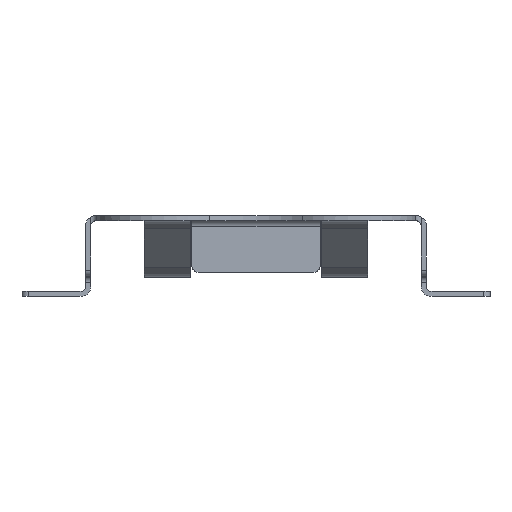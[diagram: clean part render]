
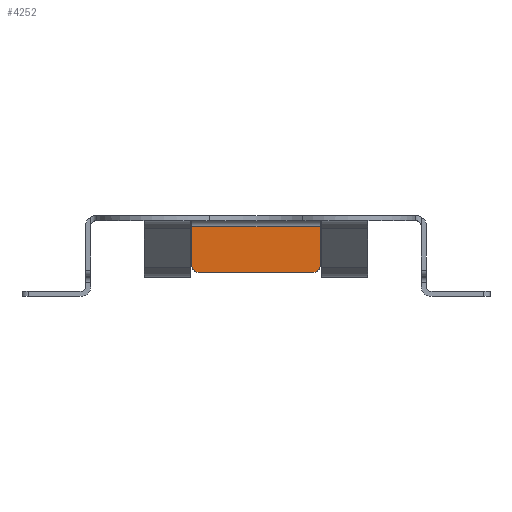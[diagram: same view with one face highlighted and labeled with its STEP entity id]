
A CAD part, front view. The second image highlights one B-rep face of the part: STEP entity #4252.
In plain terms, the highlighted planar face has unit normal (0, -1, 0).
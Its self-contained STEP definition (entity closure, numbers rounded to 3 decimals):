
#2392 = VERTEX_POINT('',#2393);
#2393 = CARTESIAN_POINT('',(-3.175,8.463,3.45
    ));
#2428 = VERTEX_POINT('',#2429);
#2429 = CARTESIAN_POINT('',(-3.175,8.463,1.5
    ));
#2435 = EDGE_CURVE('',#2428,#2392,#2436,.T.);
#2436 = LINE('',#2437,#2438);
#2437 = CARTESIAN_POINT('',(-3.175,8.463,3.75
    ));
#2438 = VECTOR('',#2439,1.);
#2439 = DIRECTION('',(0.,0.,1.));
#2516 = VERTEX_POINT('',#2517);
#2517 = CARTESIAN_POINT('',(3.175,8.463,3.45)
  );
#2524 = EDGE_CURVE('',#2516,#2525,#2527,.T.);
#2525 = VERTEX_POINT('',#2526);
#2526 = CARTESIAN_POINT('',(3.175,8.463,1.5)
  );
#2527 = LINE('',#2528,#2529);
#2528 = CARTESIAN_POINT('',(3.175,8.463,3.75)
  );
#2529 = VECTOR('',#2530,1.);
#2530 = DIRECTION('',(-0.,0.,-1.));
#4227 = VERTEX_POINT('',#4228);
#4228 = CARTESIAN_POINT('',(2.875,8.463,1.2)
  );
#4234 = EDGE_CURVE('',#4227,#4235,#4237,.T.);
#4235 = VERTEX_POINT('',#4236);
#4236 = CARTESIAN_POINT('',(-2.875,8.463,1.2
    ));
#4237 = LINE('',#4238,#4239);
#4238 = CARTESIAN_POINT('',(3.175,8.463,1.2)
  );
#4239 = VECTOR('',#4240,1.);
#4240 = DIRECTION('',(-1.,0.,0.));
#4252 = ADVANCED_FACE('',(#4253),#4278,.F.);
#4253 = FACE_BOUND('',#4254,.T.);
#4254 = EDGE_LOOP('',(#4255,#4256,#4263,#4264,#4270,#4271));
#4255 = ORIENTED_EDGE('',*,*,#4234,.F.);
#4256 = ORIENTED_EDGE('',*,*,#4257,.T.);
#4257 = EDGE_CURVE('',#4227,#2525,#4258,.T.);
#4258 = CIRCLE('',#4259,0.3);
#4259 = AXIS2_PLACEMENT_3D('',#4260,#4261,#4262);
#4260 = CARTESIAN_POINT('',(2.875,8.463,1.5
    ));
#4261 = DIRECTION('',(0.,-1.,0.));
#4262 = DIRECTION('',(-0.,0.,-1.));
#4263 = ORIENTED_EDGE('',*,*,#2524,.F.);
#4264 = ORIENTED_EDGE('',*,*,#4265,.T.);
#4265 = EDGE_CURVE('',#2516,#2392,#4266,.T.);
#4266 = LINE('',#4267,#4268);
#4267 = CARTESIAN_POINT('',(-3.175,8.463,3.45
    ));
#4268 = VECTOR('',#4269,1.);
#4269 = DIRECTION('',(-1.,0.,0.));
#4270 = ORIENTED_EDGE('',*,*,#2435,.F.);
#4271 = ORIENTED_EDGE('',*,*,#4272,.T.);
#4272 = EDGE_CURVE('',#2428,#4235,#4273,.T.);
#4273 = CIRCLE('',#4274,0.3);
#4274 = AXIS2_PLACEMENT_3D('',#4275,#4276,#4277);
#4275 = CARTESIAN_POINT('',(-2.875,8.463,
    1.5));
#4276 = DIRECTION('',(0.,-1.,0.));
#4277 = DIRECTION('',(-0.,0.,-1.));
#4278 = PLANE('',#4279);
#4279 = AXIS2_PLACEMENT_3D('',#4280,#4281,#4282);
#4280 = CARTESIAN_POINT('',(0.,8.463,0.));
#4281 = DIRECTION('',(0.,1.,0.));
#4282 = DIRECTION('',(0.,0.,-1.));
